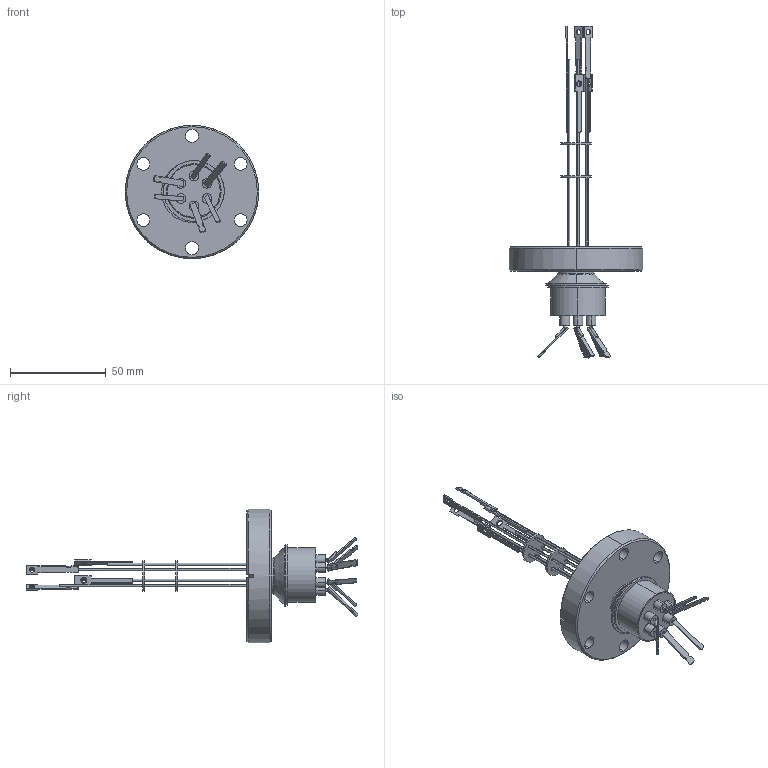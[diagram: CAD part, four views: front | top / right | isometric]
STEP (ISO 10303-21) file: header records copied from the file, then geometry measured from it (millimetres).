
FILE_DESCRIPTION (( 'STEP AP214' ), '1' );
FILE_NAME ('262-TCK-3-C40.STEP', '2015-05-28T13:02:41', ( 'allectra' ), ( 'Microsoft' ), 'SwSTEP 2.0', 'SolidWorks 2014', '' );
FILE_SCHEMA (( 'AUTOMOTIVE_DESIGN' ));
Length unit declared in the file: millimetre
Products named in the file (1): 262-TCK-3-C40
Bounding box: 69.85 x 173.67 x 69.85 mm (x, y, z)
Volume: 47836.9 mm3; surface area: 25381.9 mm2
Topology: 1 solids, 1 shells, 495 faces, 1335 edges, 883 vertices
Faces by surface type: cylinder 248, plane 183, cone 24, bspline 24, torus 16
Entity records: 18099 total; most frequent: CARTESIAN_POINT 5191, DIRECTION 2787, ORIENTED_EDGE 2670, EDGE_CURVE 1335, AXIS2_PLACEMENT_3D 1091, VERTEX_POINT 883, EDGE_LOOP 624, CIRCLE 619
